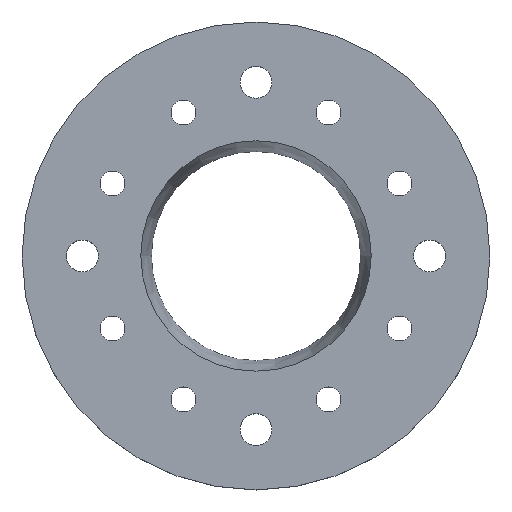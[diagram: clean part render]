
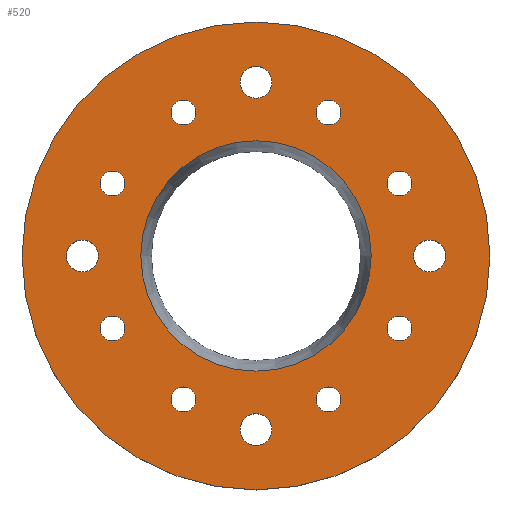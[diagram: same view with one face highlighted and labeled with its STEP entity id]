
A CAD part, top view. The second image highlights one B-rep face of the part: STEP entity #520.
In plain terms, the highlighted planar face has unit normal (0, 0, 1).
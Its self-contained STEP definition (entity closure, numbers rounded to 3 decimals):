
#18=FACE_BOUND('',#106,.T.);
#19=FACE_BOUND('',#107,.T.);
#20=FACE_BOUND('',#108,.T.);
#21=FACE_BOUND('',#109,.T.);
#22=FACE_BOUND('',#110,.T.);
#23=FACE_BOUND('',#111,.T.);
#24=FACE_BOUND('',#112,.T.);
#25=FACE_BOUND('',#113,.T.);
#26=FACE_BOUND('',#114,.T.);
#27=FACE_BOUND('',#115,.T.);
#28=FACE_BOUND('',#116,.T.);
#29=FACE_BOUND('',#117,.T.);
#30=FACE_BOUND('',#118,.T.);
#52=PLANE('',#584);
#71=FACE_OUTER_BOUND('',#105,.T.);
#105=EDGE_LOOP('',(#396));
#106=EDGE_LOOP('',(#397));
#107=EDGE_LOOP('',(#398));
#108=EDGE_LOOP('',(#399));
#109=EDGE_LOOP('',(#400));
#110=EDGE_LOOP('',(#401));
#111=EDGE_LOOP('',(#402));
#112=EDGE_LOOP('',(#403));
#113=EDGE_LOOP('',(#404));
#114=EDGE_LOOP('',(#405));
#115=EDGE_LOOP('',(#406));
#116=EDGE_LOOP('',(#407));
#117=EDGE_LOOP('',(#408));
#118=EDGE_LOOP('',(#409));
#208=CIRCLE('',#566,3.5);
#209=CIRCLE('',#568,3.5);
#211=CIRCLE('',#571,4.5);
#213=CIRCLE('',#574,4.5);
#215=CIRCLE('',#577,4.5);
#217=CIRCLE('',#580,4.5);
#218=CIRCLE('',#582,32.5);
#220=CIRCLE('',#585,66.);
#221=CIRCLE('',#586,3.5);
#222=CIRCLE('',#587,3.5);
#223=CIRCLE('',#588,3.5);
#224=CIRCLE('',#589,3.5);
#225=CIRCLE('',#590,3.5);
#226=CIRCLE('',#591,3.5);
#252=VERTEX_POINT('',#827);
#253=VERTEX_POINT('',#831);
#255=VERTEX_POINT('',#837);
#257=VERTEX_POINT('',#843);
#259=VERTEX_POINT('',#849);
#261=VERTEX_POINT('',#855);
#262=VERTEX_POINT('',#859);
#264=VERTEX_POINT('',#865);
#265=VERTEX_POINT('',#867);
#266=VERTEX_POINT('',#869);
#267=VERTEX_POINT('',#871);
#268=VERTEX_POINT('',#873);
#269=VERTEX_POINT('',#875);
#270=VERTEX_POINT('',#877);
#298=EDGE_CURVE('',#252,#252,#208,.T.);
#300=EDGE_CURVE('',#253,#253,#209,.T.);
#304=EDGE_CURVE('',#255,#255,#211,.T.);
#307=EDGE_CURVE('',#257,#257,#213,.T.);
#310=EDGE_CURVE('',#259,#259,#215,.T.);
#313=EDGE_CURVE('',#261,#261,#217,.T.);
#314=EDGE_CURVE('',#262,#262,#218,.T.);
#317=EDGE_CURVE('',#264,#264,#220,.F.);
#318=EDGE_CURVE('',#265,#265,#221,.T.);
#319=EDGE_CURVE('',#266,#266,#222,.T.);
#320=EDGE_CURVE('',#267,#267,#223,.T.);
#321=EDGE_CURVE('',#268,#268,#224,.T.);
#322=EDGE_CURVE('',#269,#269,#225,.T.);
#323=EDGE_CURVE('',#270,#270,#226,.T.);
#396=ORIENTED_EDGE('',*,*,#317,.T.);
#397=ORIENTED_EDGE('',*,*,#318,.T.);
#398=ORIENTED_EDGE('',*,*,#319,.T.);
#399=ORIENTED_EDGE('',*,*,#320,.T.);
#400=ORIENTED_EDGE('',*,*,#321,.T.);
#401=ORIENTED_EDGE('',*,*,#322,.T.);
#402=ORIENTED_EDGE('',*,*,#323,.T.);
#403=ORIENTED_EDGE('',*,*,#298,.T.);
#404=ORIENTED_EDGE('',*,*,#300,.T.);
#405=ORIENTED_EDGE('',*,*,#304,.T.);
#406=ORIENTED_EDGE('',*,*,#307,.T.);
#407=ORIENTED_EDGE('',*,*,#310,.T.);
#408=ORIENTED_EDGE('',*,*,#313,.T.);
#409=ORIENTED_EDGE('',*,*,#314,.F.);
#520=ADVANCED_FACE('',(#71,#18,#19,#20,#21,#22,#23,#24,#25,#26,#27,#28,
#29,#30),#52,.T.);
#566=AXIS2_PLACEMENT_3D('',#828,#657,#658);
#568=AXIS2_PLACEMENT_3D('',#832,#662,#663);
#571=AXIS2_PLACEMENT_3D('',#839,#670,#671);
#574=AXIS2_PLACEMENT_3D('',#845,#677,#678);
#577=AXIS2_PLACEMENT_3D('',#851,#684,#685);
#580=AXIS2_PLACEMENT_3D('',#857,#691,#692);
#582=AXIS2_PLACEMENT_3D('',#860,#695,#696);
#584=AXIS2_PLACEMENT_3D('',#864,#700,#701);
#585=AXIS2_PLACEMENT_3D('',#866,#702,#703);
#586=AXIS2_PLACEMENT_3D('',#868,#704,#705);
#587=AXIS2_PLACEMENT_3D('',#870,#706,#707);
#588=AXIS2_PLACEMENT_3D('',#872,#708,#709);
#589=AXIS2_PLACEMENT_3D('',#874,#710,#711);
#590=AXIS2_PLACEMENT_3D('',#876,#712,#713);
#591=AXIS2_PLACEMENT_3D('',#878,#714,#715);
#657=DIRECTION('center_axis',(0.,0.,
-1.));
#658=DIRECTION('ref_axis',(1.,0.,0.));
#662=DIRECTION('center_axis',(0.,0.,
-1.));
#663=DIRECTION('ref_axis',(1.,0.,0.));
#670=DIRECTION('center_axis',(0.,0.,
-1.));
#671=DIRECTION('ref_axis',(-1.,0.,0.));
#677=DIRECTION('center_axis',(0.,0.,
-1.));
#678=DIRECTION('ref_axis',(-1.,0.,0.));
#684=DIRECTION('center_axis',(0.,0.,
-1.));
#685=DIRECTION('ref_axis',(-1.,0.,0.));
#691=DIRECTION('center_axis',(0.,0.,
-1.));
#692=DIRECTION('ref_axis',(-1.,0.,0.));
#695=DIRECTION('center_axis',(0.,0.,
1.));
#696=DIRECTION('ref_axis',(-1.,0.,0.));
#700=DIRECTION('center_axis',(0.,0.,
1.));
#701=DIRECTION('ref_axis',(-0.707,0.707,0.));
#702=DIRECTION('center_axis',(0.,0.,
-1.));
#703=DIRECTION('ref_axis',(1.,0.,0.));
#704=DIRECTION('center_axis',(0.,0.,-1.));
#705=DIRECTION('ref_axis',(0.,-1.,0.));
#706=DIRECTION('center_axis',(0.,0.,
-1.));
#707=DIRECTION('ref_axis',(-1.,0.,0.));
#708=DIRECTION('center_axis',(0.,0.,-1.));
#709=DIRECTION('ref_axis',(0.,1.,0.));
#710=DIRECTION('center_axis',(0.,0.,-1.));
#711=DIRECTION('ref_axis',(0.,-1.,0.));
#712=DIRECTION('center_axis',(0.,0.,
-1.));
#713=DIRECTION('ref_axis',(-1.,0.,0.));
#714=DIRECTION('center_axis',(0.,0.,-1.));
#715=DIRECTION('ref_axis',(0.,1.,0.));
#827=CARTESIAN_POINT('',(-43.962,20.462,-349.178));
#828=CARTESIAN_POINT('Origin',(-40.462,20.462,-349.178));
#831=CARTESIAN_POINT('',(-23.962,40.462,-349.178));
#832=CARTESIAN_POINT('Origin',(-20.462,40.462,-349.178));
#837=CARTESIAN_POINT('',(4.5,-49.,-349.178));
#839=CARTESIAN_POINT('Origin',(0.,-49.,-349.178));
#843=CARTESIAN_POINT('',(53.5,0.,-349.178));
#845=CARTESIAN_POINT('Origin',(49.,0.,-349.178));
#849=CARTESIAN_POINT('',(4.5,49.,-349.178));
#851=CARTESIAN_POINT('Origin',(0.,49.,-349.178));
#855=CARTESIAN_POINT('',(-44.5,0.,-349.178));
#857=CARTESIAN_POINT('Origin',(-49.,0.,-349.178));
#859=CARTESIAN_POINT('',(32.5,0.,-349.178));
#860=CARTESIAN_POINT('Origin',(0.,0.,
-349.178));
#864=CARTESIAN_POINT('Origin',(38.166,-38.166,-349.178));
#865=CARTESIAN_POINT('',(-66.,0.,-349.178));
#866=CARTESIAN_POINT('Origin',(0.,0.,
-349.178));
#867=CARTESIAN_POINT('',(20.462,43.962,-349.178));
#868=CARTESIAN_POINT('Origin',(20.462,40.462,-349.178));
#869=CARTESIAN_POINT('',(43.962,-20.462,-349.178));
#870=CARTESIAN_POINT('Origin',(40.462,-20.462,-349.178));
#871=CARTESIAN_POINT('',(-20.462,-43.962,-349.178));
#872=CARTESIAN_POINT('Origin',(-20.462,-40.462,-349.178));
#873=CARTESIAN_POINT('',(40.462,23.962,-349.178));
#874=CARTESIAN_POINT('Origin',(40.462,20.462,-349.178));
#875=CARTESIAN_POINT('',(23.962,-40.462,-349.178));
#876=CARTESIAN_POINT('Origin',(20.462,-40.462,-349.178));
#877=CARTESIAN_POINT('',(-40.462,-23.962,-349.178));
#878=CARTESIAN_POINT('Origin',(-40.462,-20.462,-349.178));
